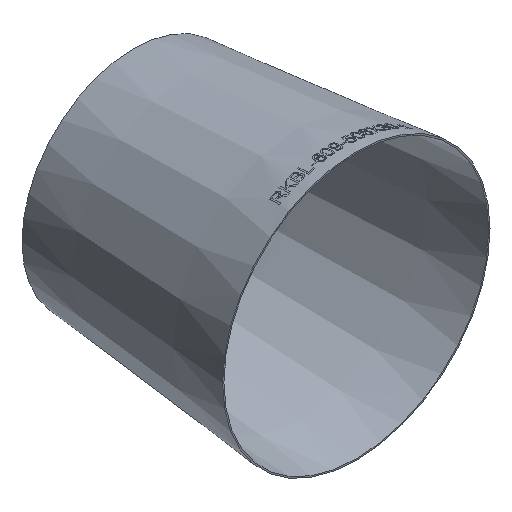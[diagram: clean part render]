
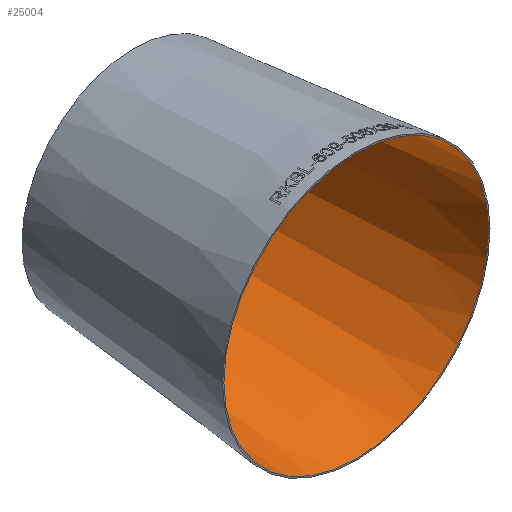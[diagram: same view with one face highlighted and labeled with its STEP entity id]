
A CAD part, isometric view. The second image highlights one B-rep face of the part: STEP entity #25004.
In plain terms, the highlighted conical face has half-angle 5.711 degrees and reference radius 301.785 mm.
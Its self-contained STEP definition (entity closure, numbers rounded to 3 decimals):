
#5746 = EDGE_CURVE ( 'NONE', #40287, #40287, #22330, .T. ) ;
#9106 = VERTEX_POINT ( 'NONE', #39999 ) ;
#10933 = ORIENTED_EDGE ( 'NONE', *, *, #5746, .F. ) ;
#12787 = EDGE_CURVE ( 'NONE', #9106, #9106, #40040, .T. ) ;
#14235 = AXIS2_PLACEMENT_3D ( 'NONE', #25177, #38163, #26038 ) ;
#14353 = AXIS2_PLACEMENT_3D ( 'NONE', #52118, #16301, #21197 ) ;
#16301 = DIRECTION ( 'NONE',  ( 0., -1., 0. ) ) ;
#21197 = DIRECTION ( 'NONE',  ( 0., 0., -1. ) ) ;
#22330 = CIRCLE ( 'NONE', #50020, 250.985 ) ;
#23187 = CARTESIAN_POINT ( 'NONE',  ( 0., 508., 0. ) ) ;
#24092 = EDGE_LOOP ( 'NONE', ( #10933 ) ) ;
#25004 = ADVANCED_FACE ( 'NONE', ( #30730, #48355 ), #32763, .F. ) ;
#25177 = CARTESIAN_POINT ( 'NONE',  ( 0., 0., 0. ) ) ;
#26038 = DIRECTION ( 'NONE',  ( 0., 0., -1. ) ) ;
#30317 = ORIENTED_EDGE ( 'NONE', *, *, #12787, .T. ) ;
#30730 = FACE_BOUND ( 'NONE', #24092, .T. ) ;
#32763 = CONICAL_SURFACE ( 'NONE', #14353, 301.785, 0.1 ) ;
#34557 = DIRECTION ( 'NONE',  ( 0., -1., 0. ) ) ;
#38163 = DIRECTION ( 'NONE',  ( 0., -1., 0. ) ) ;
#39905 = EDGE_LOOP ( 'NONE', ( #30317 ) ) ;
#39999 = CARTESIAN_POINT ( 'NONE',  ( 0., 0., -301.785 ) ) ;
#40040 = CIRCLE ( 'NONE', #14235, 301.785 ) ;
#40287 = VERTEX_POINT ( 'NONE', #48676 ) ;
#40829 = DIRECTION ( 'NONE',  ( 0., 0., -1. ) ) ;
#48355 = FACE_OUTER_BOUND ( 'NONE', #39905, .T. ) ;
#48676 = CARTESIAN_POINT ( 'NONE',  ( 0., 508., -250.985 ) ) ;
#50020 = AXIS2_PLACEMENT_3D ( 'NONE', #23187, #34557, #40829 ) ;
#52118 = CARTESIAN_POINT ( 'NONE',  ( 0., 0., 0. ) ) ;
